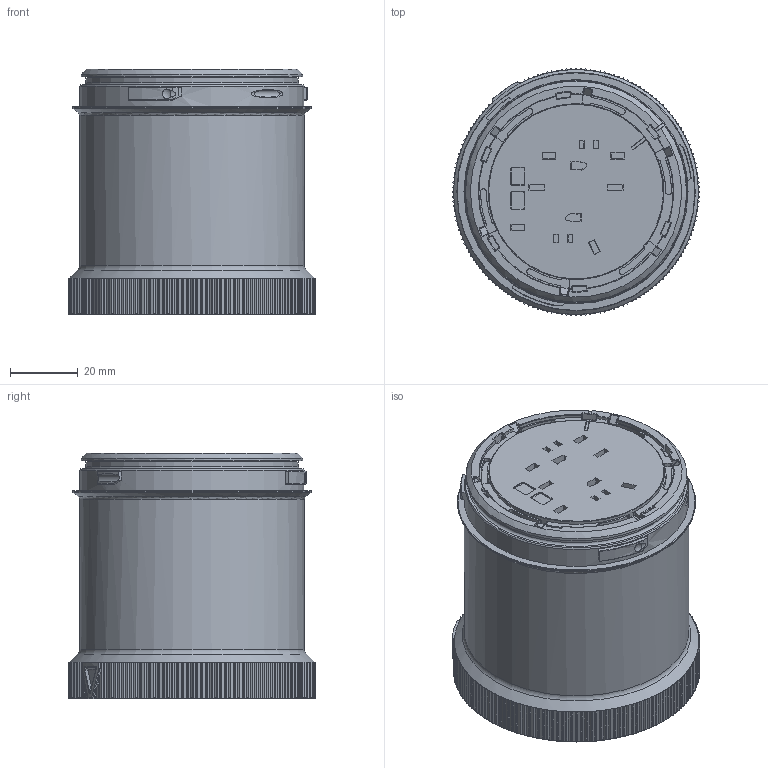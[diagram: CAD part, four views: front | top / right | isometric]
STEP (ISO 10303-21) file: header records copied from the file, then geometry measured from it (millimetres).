
FILE_DESCRIPTION(/* description */ (''),/* implementation_level */ '2;1');
FILE_NAME(/* name */ 'XDC XDA XDF XLL.stp',/* time_stamp */ '2013-11-14T08:48:41+01:00',/* author */ (''),/* organization */ (''),/* preprocessor_version */ 'ST-DEVELOPER v11',/* originating_system */ 'SIEMENS PLM Software NX 7.5',/* authorisation */ '');
FILE_SCHEMA (('AUTOMOTIVE_DESIGN { 1 0 10303 214 1 1 1 1 }'));
Length unit declared in the file: millimetre
Products named in the file (1): m.neB80B8nq0
Bounding box: 72.7 x 72.7 x 72.35 mm (x, y, z)
Volume: 220083.8 mm3; surface area: 28964 mm2
Topology: 1 solids, 1 shells, 1229 faces, 3117 edges, 1900 vertices
Faces by surface type: plane 661, cylinder 289, bspline 104, cone 95, torus 50, sphere 30
Full cylindrical faces by diameter (mm): 1.2 x6, 61.325 x1, 62.6 x1, 66 x1, 66.2 x1, 70.2 x1
Entity records: 40663 total; most frequent: CARTESIAN_POINT 12415, ORIENTED_EDGE 6084, DIRECTION 5646, EDGE_CURVE 3042, AXIS2_PLACEMENT_3D 2179, VERTEX_POINT 1880, EDGE_LOOP 1294, LINE 1288
